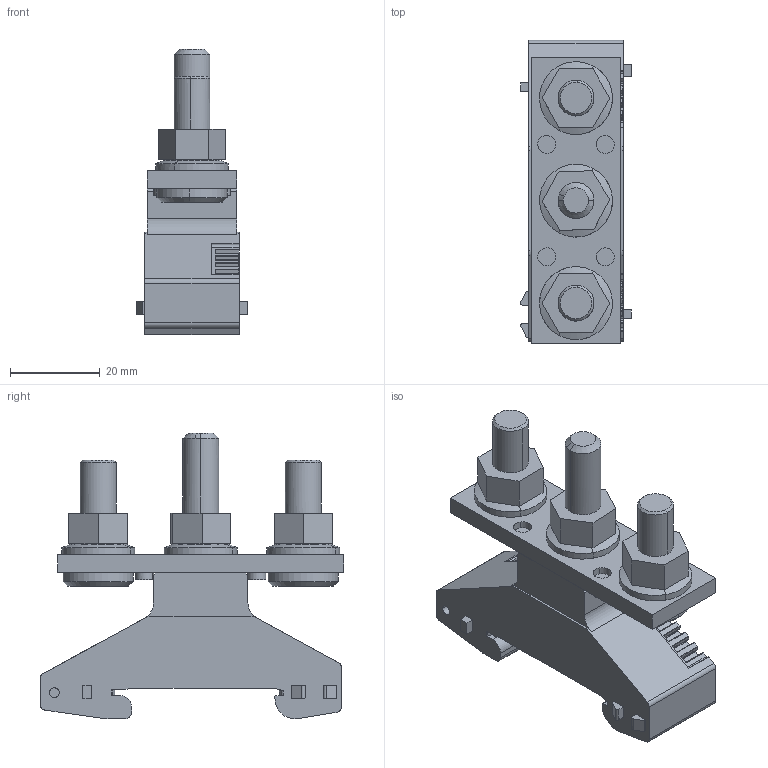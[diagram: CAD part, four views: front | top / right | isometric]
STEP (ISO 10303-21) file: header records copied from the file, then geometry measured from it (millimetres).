
FILE_DESCRIPTION(('CATIA V5 STEP Exchange','CAx-IF Rec.Pracs.--- Model Styling and Organization---1.4--- 2014-01-23'),'2;1');
FILE_NAME ('333511_3', '2023-07-18T06:59:20+00:00', ('none'), ('Weidmueller'), 'CATIA Version 5-6 Release 2016 SP3 HF44', 'CATIA V5 STEP AP214', 'none');
FILE_SCHEMA(('AUTOMOTIVE_DESIGN { 1 0 10303 214 1 1 1 1 }'));
Length unit declared in the file: millimetre
Products named in the file (1): 1789780000
Bounding box: 24.6 x 67.5 x 63.55 mm (x, y, z)
Volume: 38068.2 mm3; surface area: 15751.6 mm2
Topology: 2 solids, 5 shells, 739 faces, 2268 edges, 1510 vertices
Faces by surface type: plane 574, cylinder 127, cone 25, torus 13
Entity records: 23803 total; most frequent: CARTESIAN_POINT 4861, ORIENTED_EDGE 4536, DIRECTION 2952, EDGE_CURVE 2268, VERTEX_POINT 1510, VECTOR 1487, LINE 1487, AXIS2_PLACEMENT_3D 1048
